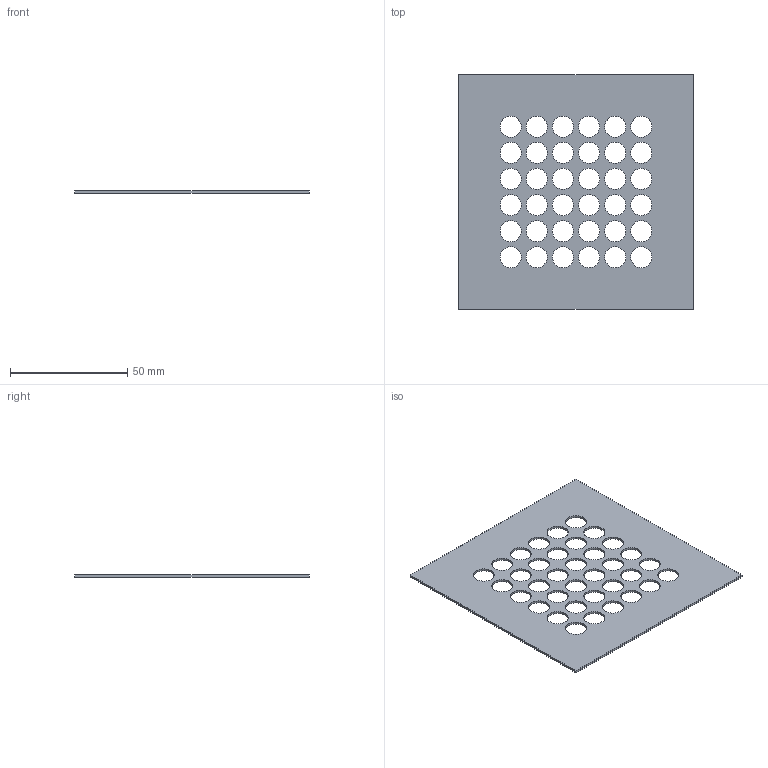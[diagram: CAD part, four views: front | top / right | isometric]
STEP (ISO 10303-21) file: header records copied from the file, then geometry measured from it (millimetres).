
FILE_DESCRIPTION(('FreeCAD Model'),'2;1');
FILE_NAME('Open CASCADE Shape Model','2023-12-24T20:29:36',(''),(''), 'Open CASCADE STEP processor 7.6','FreeCAD','Unknown');
FILE_SCHEMA(('AUTOMOTIVE_DESIGN { 1 0 10303 214 1 1 1 1 }'));
Length unit declared in the file: millimetre
Products named in the file (1): CirclesStencil
Bounding box: 100 x 100 x 1 mm (x, y, z)
Volume: 7709.8 mm3; surface area: 16837.4 mm2
Topology: 1 solids, 1 shells, 42 faces, 120 edges, 80 vertices
Faces by surface type: cylinder 36, plane 6
Full cylindrical faces by diameter (mm): 9 x36
Entity records: 1582 total; most frequent: DIRECTION 278, CARTESIAN_POINT 243, ORIENTED_EDGE 240, EDGE_CURVE 120, AXIS2_PLACEMENT_3D 115, FACE_BOUND 114, EDGE_LOOP 114, VERTEX_POINT 80
